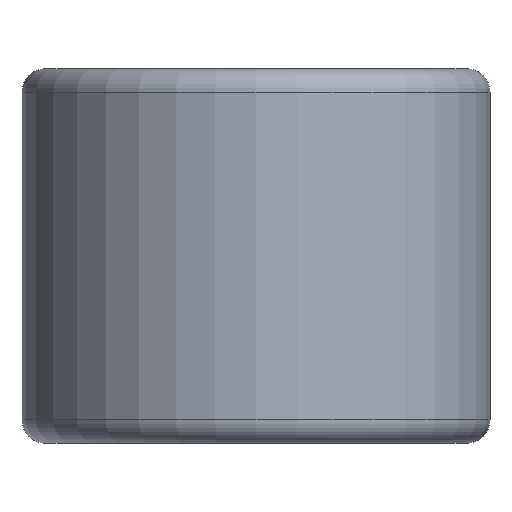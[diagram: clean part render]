
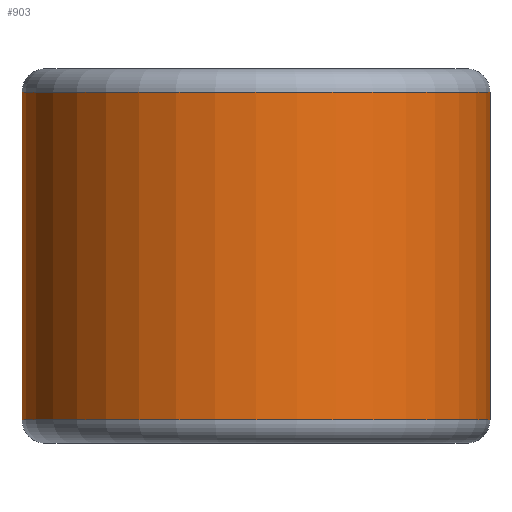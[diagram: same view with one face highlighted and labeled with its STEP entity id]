
A CAD part, front view. The second image highlights one B-rep face of the part: STEP entity #903.
In plain terms, the highlighted cylindrical face has radius 25 mm (diameter 50 mm), a partial arc.
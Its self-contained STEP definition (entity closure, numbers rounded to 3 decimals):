
#4 = CARTESIAN_POINT ( 'NONE',  ( -25., 0., 17.5 ) ) ;
#33 = CIRCLE ( 'NONE', #262, 25. ) ;
#75 = CARTESIAN_POINT ( 'NONE',  ( 0., 0., -17.5 ) ) ;
#92 = EDGE_LOOP ( 'NONE', ( #97, #712, #641, #588 ) ) ;
#97 = ORIENTED_EDGE ( 'NONE', *, *, #244, .F. ) ;
#122 = DIRECTION ( 'NONE',  ( 0., 0., 1. ) ) ;
#181 = EDGE_CURVE ( 'NONE', #696, #558, #416, .T. ) ;
#206 = DIRECTION ( 'NONE',  ( 0., 0., -1. ) ) ;
#214 = CARTESIAN_POINT ( 'NONE',  ( 25., 0., -17.5 ) ) ;
#226 = DIRECTION ( 'NONE',  ( 1., 0., 0. ) ) ;
#240 = VERTEX_POINT ( 'NONE', #4 ) ;
#244 = EDGE_CURVE ( 'NONE', #317, #240, #717, .T. ) ;
#262 = AXIS2_PLACEMENT_3D ( 'NONE', #630, #206, #403 ) ;
#287 = DIRECTION ( 'NONE',  ( 0., 0., 1. ) ) ;
#299 = VECTOR ( 'NONE', #287, 1000. ) ;
#317 = VERTEX_POINT ( 'NONE', #842 ) ;
#372 = CARTESIAN_POINT ( 'NONE',  ( -25., 0., 0. ) ) ;
#388 = AXIS2_PLACEMENT_3D ( 'NONE', #75, #564, #226 ) ;
#403 = DIRECTION ( 'NONE',  ( -1., 0., 0. ) ) ;
#416 = LINE ( 'NONE', #817, #299 ) ;
#437 = AXIS2_PLACEMENT_3D ( 'NONE', #615, #122, #831 ) ;
#445 = DIRECTION ( 'NONE',  ( 0., 0., 1. ) ) ;
#498 = EDGE_CURVE ( 'NONE', #558, #240, #33, .T. ) ;
#518 = CIRCLE ( 'NONE', #388, 25. ) ;
#550 = CYLINDRICAL_SURFACE ( 'NONE', #437, 25. ) ;
#558 = VERTEX_POINT ( 'NONE', #746 ) ;
#564 = DIRECTION ( 'NONE',  ( 0., 0., 1. ) ) ;
#588 = ORIENTED_EDGE ( 'NONE', *, *, #498, .T. ) ;
#615 = CARTESIAN_POINT ( 'NONE',  ( 0., 0., 0. ) ) ;
#621 = FACE_OUTER_BOUND ( 'NONE', #92, .T. ) ;
#630 = CARTESIAN_POINT ( 'NONE',  ( 0., 0., 17.5 ) ) ;
#641 = ORIENTED_EDGE ( 'NONE', *, *, #181, .T. ) ;
#643 = VECTOR ( 'NONE', #445, 1000. ) ;
#671 = EDGE_CURVE ( 'NONE', #317, #696, #518, .T. ) ;
#696 = VERTEX_POINT ( 'NONE', #214 ) ;
#712 = ORIENTED_EDGE ( 'NONE', *, *, #671, .T. ) ;
#717 = LINE ( 'NONE', #372, #643 ) ;
#746 = CARTESIAN_POINT ( 'NONE',  ( 25., 0., 17.5 ) ) ;
#817 = CARTESIAN_POINT ( 'NONE',  ( 25., 0., 0. ) ) ;
#831 = DIRECTION ( 'NONE',  ( 1., 0., 0. ) ) ;
#842 = CARTESIAN_POINT ( 'NONE',  ( -25., 0., -17.5 ) ) ;
#903 = ADVANCED_FACE ( 'NONE', ( #621 ), #550, .T. ) ;
